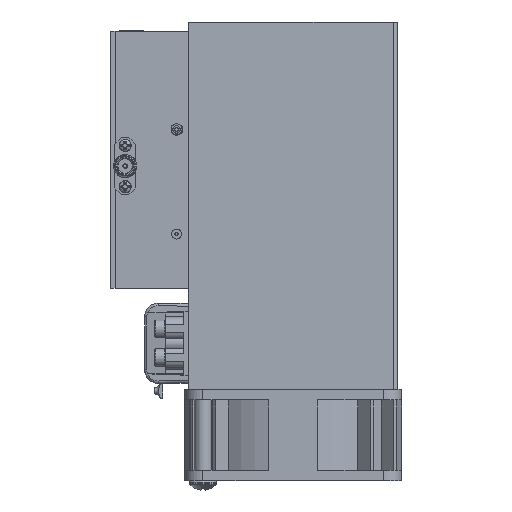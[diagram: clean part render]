
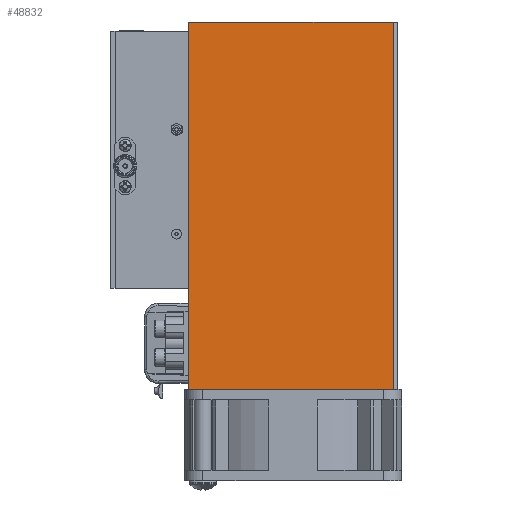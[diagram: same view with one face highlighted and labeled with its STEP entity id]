
A CAD part, left-side view. The second image highlights one B-rep face of the part: STEP entity #48832.
In plain terms, the highlighted planar face has unit normal (-1, -0.015, 0).
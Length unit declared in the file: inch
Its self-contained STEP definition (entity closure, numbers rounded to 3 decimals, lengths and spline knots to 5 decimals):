
#1150 = DIRECTION ( 'NONE',  ( -0.015, 1., 0. ) ) ;
#1610 = DIRECTION ( 'NONE',  ( 1., 0.015, 0. ) ) ;
#5302 = CARTESIAN_POINT ( 'NONE',  ( -2.755, -0.42654, 1.5 ) ) ;
#5963 = LINE ( 'NONE', #29253, #54599 ) ;
#15390 = CARTESIAN_POINT ( 'NONE',  ( -2.72183, -2.65579, 1.5 ) ) ;
#23357 = LINE ( 'NONE', #146134, #100891 ) ;
#26564 = FACE_OUTER_BOUND ( 'NONE', #154851, .T. ) ;
#29253 = CARTESIAN_POINT ( 'NONE',  ( -2.755, -0.42654, -2.5 ) ) ;
#29543 = VERTEX_POINT ( 'NONE', #15390 ) ;
#30359 = EDGE_CURVE ( 'NONE', #42745, #99550, #5963, .T. ) ;
#42745 = VERTEX_POINT ( 'NONE', #115422 ) ;
#45201 = VERTEX_POINT ( 'NONE', #158227 ) ;
#46220 = ORIENTED_EDGE ( 'NONE', *, *, #70621, .T. ) ;
#48832 = ADVANCED_FACE ( 'NONE', ( #26564 ), #74296, .F. ) ;
#52606 = VECTOR ( 'NONE', #1150, 39.37008 ) ;
#54599 = VECTOR ( 'NONE', #154508, 39.37008 ) ;
#57397 = LINE ( 'NONE', #118145, #159677 ) ;
#70621 = EDGE_CURVE ( 'NONE', #45201, #29543, #23357, .T. ) ;
#74296 = PLANE ( 'NONE',  #135996 ) ;
#77485 = CARTESIAN_POINT ( 'NONE',  ( -2.75063, -0.72028, -2.5 ) ) ;
#94709 = EDGE_CURVE ( 'NONE', #45201, #42745, #135992, .T. ) ;
#96935 = ORIENTED_EDGE ( 'NONE', *, *, #94709, .F. ) ;
#97007 = DIRECTION ( 'NONE',  ( -0.015, 1., 0. ) ) ;
#99550 = VERTEX_POINT ( 'NONE', #5302 ) ;
#100891 = VECTOR ( 'NONE', #118852, 39.37008 ) ;
#107315 = ORIENTED_EDGE ( 'NONE', *, *, #113885, .T. ) ;
#113885 = EDGE_CURVE ( 'NONE', #29543, #99550, #57397, .T. ) ;
#115422 = CARTESIAN_POINT ( 'NONE',  ( -2.755, -0.42654, -2.5 ) ) ;
#118145 = CARTESIAN_POINT ( 'NONE',  ( -2.75063, -0.72028, 1.5 ) ) ;
#118852 = DIRECTION ( 'NONE',  ( 0., 0., 1. ) ) ;
#122418 = CARTESIAN_POINT ( 'NONE',  ( -2.75063, -0.72028, -2.5 ) ) ;
#123654 = DIRECTION ( 'NONE',  ( 0.015, -1., 0. ) ) ;
#130811 = ORIENTED_EDGE ( 'NONE', *, *, #30359, .F. ) ;
#135992 = LINE ( 'NONE', #122418, #52606 ) ;
#135996 = AXIS2_PLACEMENT_3D ( 'NONE', #77485, #1610, #123654 ) ;
#146134 = CARTESIAN_POINT ( 'NONE',  ( -2.72183, -2.65579, -2.5 ) ) ;
#154508 = DIRECTION ( 'NONE',  ( 0., 0., 1. ) ) ;
#154851 = EDGE_LOOP ( 'NONE', ( #96935, #46220, #107315, #130811 ) ) ;
#158227 = CARTESIAN_POINT ( 'NONE',  ( -2.72183, -2.65579, -2.5 ) ) ;
#159677 = VECTOR ( 'NONE', #97007, 39.37008 ) ;
